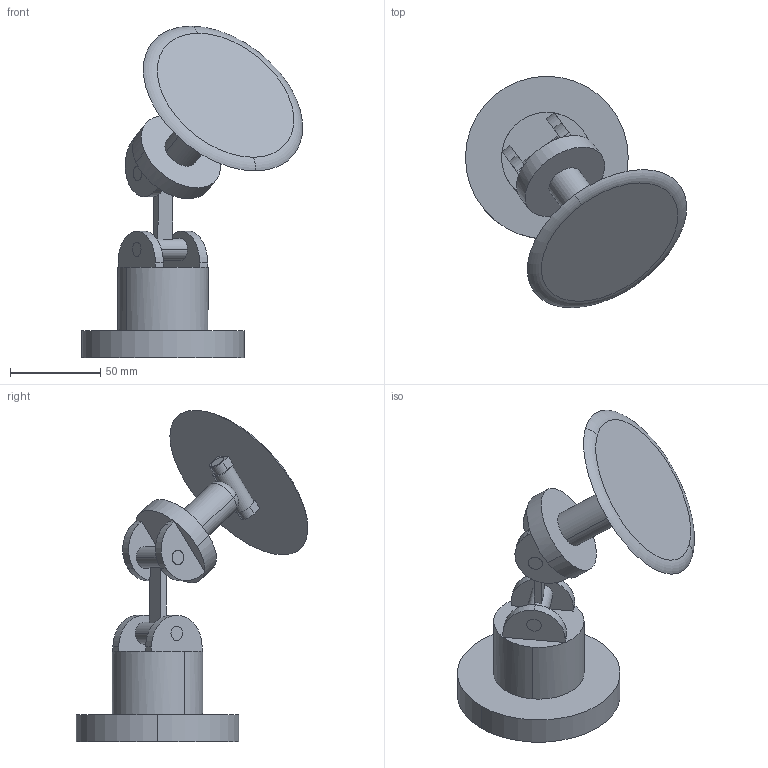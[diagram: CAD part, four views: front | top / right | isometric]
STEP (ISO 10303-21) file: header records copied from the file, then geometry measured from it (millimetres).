
FILE_DESCRIPTION (( 'STEP AP214' ), '1' );
FILE_NAME ('arrow_interception_assembly.STEP', '2021-02-28T09:59:39', ( '' ), ( '' ), 'SwSTEP 2.0', 'SolidWorks 2020', '' );
FILE_SCHEMA (( 'AUTOMOTIVE_DESIGN' ));
Length unit declared in the file: millimetre
Products named in the file (7): holding pin; arrow_interception_assembly; base; sheild; link; end effector; twister mounting
Assembly tree (8 placements, depth 2):
  arrow_interception_assembly
    base
    end effector
    holding pin  x3
    link
    sheild
    twister mounting
Bounding box: 122.24 x 128.16 x 183.38 mm (x, y, z)
Volume: 240572.9 mm3; surface area: 72438.7 mm2
Topology: 9 solids, 9 shells, 113 faces, 246 edges, 158 vertices
Faces by surface type: plane 55, cylinder 54, torus 4
Entity records: 3337 total; most frequent: DIRECTION 588, CARTESIAN_POINT 500, ORIENTED_EDGE 468, AXIS2_PLACEMENT_3D 238, EDGE_CURVE 234, VERTEX_POINT 150, EDGE_LOOP 130, CIRCLE 122
